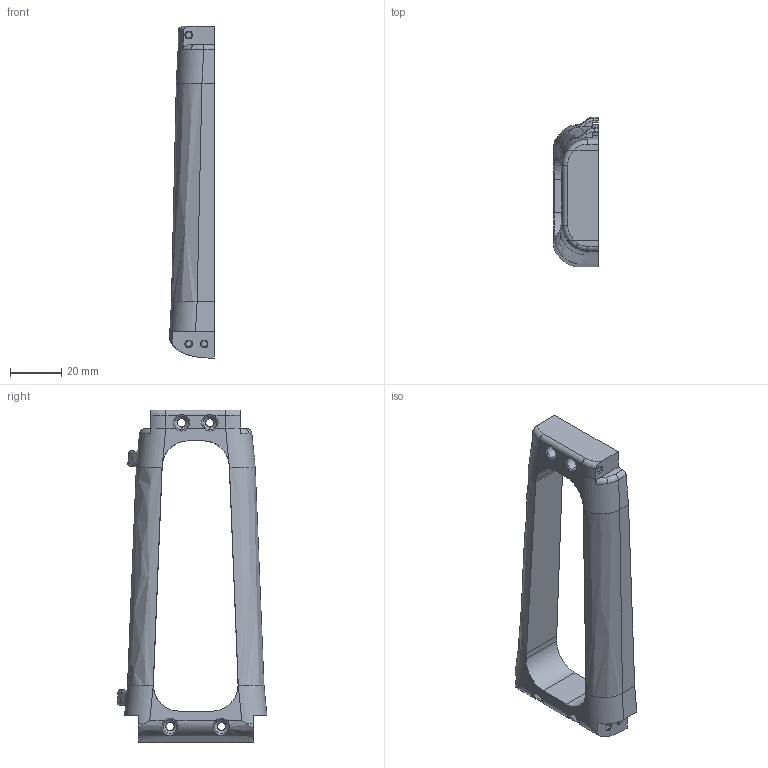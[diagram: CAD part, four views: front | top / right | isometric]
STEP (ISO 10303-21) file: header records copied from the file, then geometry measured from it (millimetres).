
FILE_DESCRIPTION(/* description */ (''),/* implementation_level */ '2;1');
FILE_NAME(/* name */ 'NEWSAM~4',/* time_stamp */ '2025-04-30T10:22:04+08:00',/* author */ (''),/* organization */ (''),/* preprocessor_version */ 'ST-DEVELOPER v16.5',/* originating_system */ '',/* authorisation */ '');
FILE_SCHEMA (('CONFIG_CONTROL_DESIGN'));
Length unit declared in the file: millimetre
Products named in the file (1): Document
Bounding box: 17.44 x 58.26 x 129 mm (x, y, z)
Volume: 43448 mm3; surface area: 16017.2 mm2
Topology: 1 solids, 1 shells, 162 faces, 402 edges, 242 vertices
Faces by surface type: bspline 66, plane 51, cylinder 45
Entity records: 7446 total; most frequent: CARTESIAN_POINT 4851, ORIENTED_EDGE 804, EDGE_CURVE 402, B_SPLINE_CURVE_WITH_KNOTS 261, VERTEX_POINT 242, EDGE_LOOP 172, ADVANCED_FACE 162, FACE_OUTER_BOUND 162
